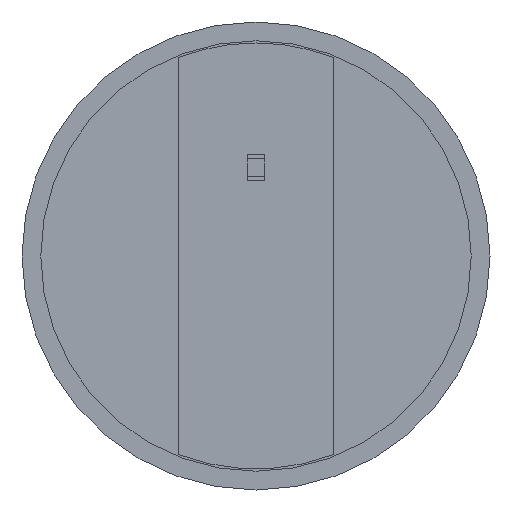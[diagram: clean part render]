
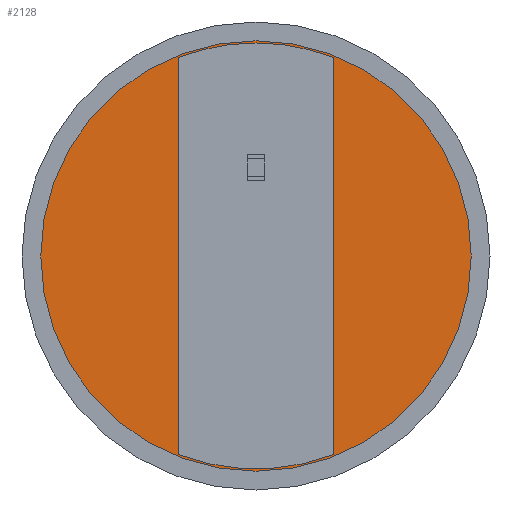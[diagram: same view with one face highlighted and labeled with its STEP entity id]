
A CAD part, front view. The second image highlights one B-rep face of the part: STEP entity #2128.
In plain terms, the highlighted planar face has unit normal (0, -1, 0).
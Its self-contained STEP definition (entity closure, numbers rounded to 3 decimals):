
#42 = EDGE_CURVE ( 'NONE', #5965, #5857, #2778, .T. ) ;
#70 = EDGE_CURVE ( 'NONE', #2549, #2061, #3482, .T. ) ;
#79 = ORIENTED_EDGE ( 'NONE', *, *, #42, .F. ) ;
#354 = DIRECTION ( 'NONE',  ( 0., 0., -1. ) ) ;
#368 = LINE ( 'NONE', #2258, #3731 ) ;
#777 = EDGE_CURVE ( 'NONE', #5291, #5965, #4706, .T. ) ;
#801 = AXIS2_PLACEMENT_3D ( 'NONE', #1937, #2810, #1407 ) ;
#1116 = AXIS2_PLACEMENT_3D ( 'NONE', #2196, #5015, #3701 ) ;
#1143 = ORIENTED_EDGE ( 'NONE', *, *, #5684, .F. ) ;
#1299 = CARTESIAN_POINT ( 'NONE',  ( 0., 0., 0. ) ) ;
#1407 = DIRECTION ( 'NONE',  ( 0., 0., -1. ) ) ;
#1605 = DIRECTION ( 'NONE',  ( 0., -1., 0. ) ) ;
#1767 = FACE_BOUND ( 'NONE', #5105, .T. ) ;
#1791 = DIRECTION ( 'NONE',  ( 0., -1., 0. ) ) ;
#1937 = CARTESIAN_POINT ( 'NONE',  ( 0., 0., 0. ) ) ;
#1956 = CARTESIAN_POINT ( 'NONE',  ( -17.5, 0., 44.965 ) ) ;
#1970 = CARTESIAN_POINT ( 'NONE',  ( 0., 0., 0. ) ) ;
#2061 = VERTEX_POINT ( 'NONE', #2726 ) ;
#2128 = ADVANCED_FACE ( 'NONE', ( #3102, #1767 ), #5606, .F. ) ;
#2196 = CARTESIAN_POINT ( 'NONE',  ( 0., 0., 0. ) ) ;
#2258 = CARTESIAN_POINT ( 'NONE',  ( -17.5, 0., 44.965 ) ) ;
#2331 = AXIS2_PLACEMENT_3D ( 'NONE', #1970, #2902, #5756 ) ;
#2549 = VERTEX_POINT ( 'NONE', #5076 ) ;
#2557 = AXIS2_PLACEMENT_3D ( 'NONE', #2660, #1791, #4098 ) ;
#2580 = ORIENTED_EDGE ( 'NONE', *, *, #6170, .T. ) ;
#2660 = CARTESIAN_POINT ( 'NONE',  ( 0., 0., 0. ) ) ;
#2726 = CARTESIAN_POINT ( 'NONE',  ( 0., 0., -48.75 ) ) ;
#2758 = CIRCLE ( 'NONE', #4360, 48.75 ) ;
#2778 = LINE ( 'NONE', #3278, #3389 ) ;
#2810 = DIRECTION ( 'NONE',  ( 0., -1., 0. ) ) ;
#2850 = EDGE_CURVE ( 'NONE', #6116, #5216, #5022, .T. ) ;
#2902 = DIRECTION ( 'NONE',  ( 0., -1., 0. ) ) ;
#2903 = ORIENTED_EDGE ( 'NONE', *, *, #70, .T. ) ;
#3051 = ORIENTED_EDGE ( 'NONE', *, *, #3178, .F. ) ;
#3102 = FACE_OUTER_BOUND ( 'NONE', #4952, .T. ) ;
#3178 = EDGE_CURVE ( 'NONE', #5216, #5291, #368, .T. ) ;
#3278 = CARTESIAN_POINT ( 'NONE',  ( 17.5, 0., 44.965 ) ) ;
#3340 = DIRECTION ( 'NONE',  ( 0., 0., 1. ) ) ;
#3383 = CARTESIAN_POINT ( 'NONE',  ( 0., 0., 48.25 ) ) ;
#3389 = VECTOR ( 'NONE', #3340, 1000. ) ;
#3422 = CARTESIAN_POINT ( 'NONE',  ( 17.5, 0., -44.965 ) ) ;
#3482 = CIRCLE ( 'NONE', #801, 48.75 ) ;
#3701 = DIRECTION ( 'NONE',  ( 0., 0., 1. ) ) ;
#3731 = VECTOR ( 'NONE', #5231, 1000. ) ;
#4098 = DIRECTION ( 'NONE',  ( 0., 0., -1. ) ) ;
#4225 = CARTESIAN_POINT ( 'NONE',  ( 17.5, 0., 44.965 ) ) ;
#4360 = AXIS2_PLACEMENT_3D ( 'NONE', #4395, #1605, #5826 ) ;
#4395 = CARTESIAN_POINT ( 'NONE',  ( 0., 0., 0. ) ) ;
#4706 = CIRCLE ( 'NONE', #5389, 48.25 ) ;
#4952 = EDGE_LOOP ( 'NONE', ( #2580, #2903 ) ) ;
#4966 = ORIENTED_EDGE ( 'NONE', *, *, #777, .F. ) ;
#5015 = DIRECTION ( 'NONE',  ( 0., 1., 0. ) ) ;
#5022 = CIRCLE ( 'NONE', #2331, 48.25 ) ;
#5054 = ORIENTED_EDGE ( 'NONE', *, *, #2850, .F. ) ;
#5076 = CARTESIAN_POINT ( 'NONE',  ( 0., 0., 48.75 ) ) ;
#5105 = EDGE_LOOP ( 'NONE', ( #1143, #79, #4966, #3051, #5054 ) ) ;
#5216 = VERTEX_POINT ( 'NONE', #1956 ) ;
#5231 = DIRECTION ( 'NONE',  ( 0., 0., -1. ) ) ;
#5273 = CARTESIAN_POINT ( 'NONE',  ( -17.5, 0., -44.965 ) ) ;
#5291 = VERTEX_POINT ( 'NONE', #5273 ) ;
#5389 = AXIS2_PLACEMENT_3D ( 'NONE', #1299, #6138, #354 ) ;
#5606 = PLANE ( 'NONE',  #1116 ) ;
#5655 = CIRCLE ( 'NONE', #2557, 48.25 ) ;
#5684 = EDGE_CURVE ( 'NONE', #5857, #6116, #5655, .T. ) ;
#5756 = DIRECTION ( 'NONE',  ( 0., 0., -1. ) ) ;
#5826 = DIRECTION ( 'NONE',  ( 0., 0., -1. ) ) ;
#5857 = VERTEX_POINT ( 'NONE', #4225 ) ;
#5965 = VERTEX_POINT ( 'NONE', #3422 ) ;
#6116 = VERTEX_POINT ( 'NONE', #3383 ) ;
#6138 = DIRECTION ( 'NONE',  ( 0., -1., 0. ) ) ;
#6170 = EDGE_CURVE ( 'NONE', #2061, #2549, #2758, .T. ) ;
